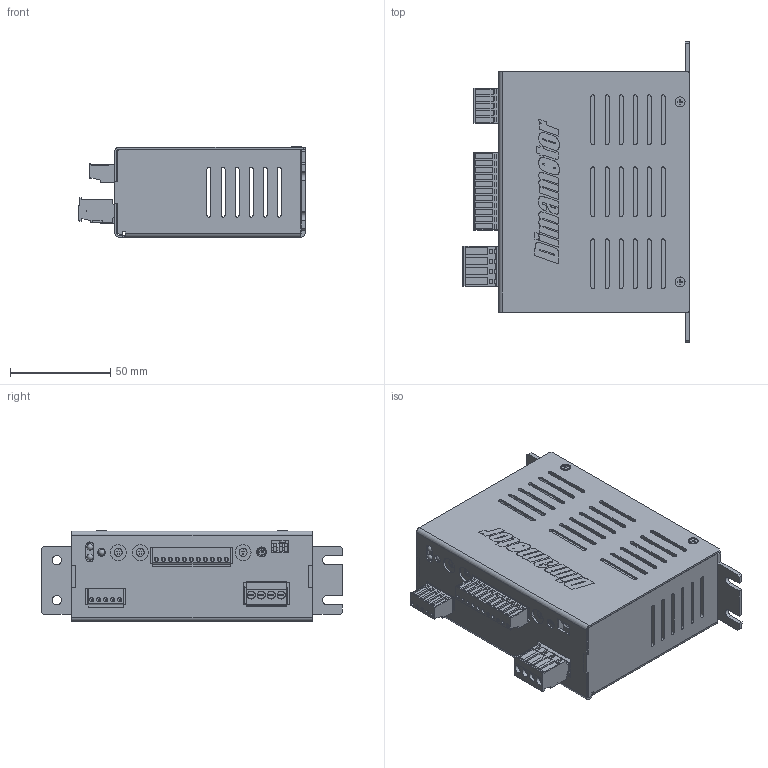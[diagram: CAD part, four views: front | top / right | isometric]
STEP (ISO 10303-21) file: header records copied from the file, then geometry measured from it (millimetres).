
FILE_DESCRIPTION((''),'2;1');
FILE_NAME('DS2XDB_3dCAD_VerA.stp','2012-10-23T09:11:45',(''),(''),'Autodesk Inventor 2009','Autodesk Inventor 2009','');
FILE_SCHEMA(('AUTOMOTIVE_DESIGN { 1 0 10303 214 1 1 1 1 }'));
Length unit declared in the file: millimetre
Products named in the file (19): DS2XDB_3dCAD_VerA (詳細等級1); MEAA-D04; MEAA-U04; PCB_C (~1); 1P-LED; 2P-LED; ME030-35011; 可變電阻; 數字開關; 指撥開關-4P; 指撥開關-3P; PCB_P (~1); ME030-35005; 5EHDRC-4PIN; EC350RL-5P; EC350RL-11P; 5ESDPL-4P; M3x10埋頭; M3x5埋頭
Assembly tree (23 placements, depth 3):
  DS2XDB_3dCAD_VerA (詳細等級1)
    MEAA-D04
    MEAA-U04
    PCB_C (~1)
      1P-LED
      2P-LED
      ME030-35011
      可變電阻
      數字開關  x3
      指撥開關-4P
      指撥開關-3P
    PCB_P (~1)
      ME030-35005
      5EHDRC-4PIN
    EC350RL-5P
    EC350RL-11P
    5ESDPL-4P
    M3x10埋頭  x3
    M3x5埋頭  x2
Bounding box: 112.98 x 150 x 45.2 mm (x, y, z)
Volume: 80929.1 mm3; surface area: 102941.3 mm2
Topology: 21 solids, 21 shells, 2128 faces, 5262 edges, 3462 vertices
Faces by surface type: plane 1765, cylinder 265, bspline 65, cone 30, sphere 3
Full cylindrical faces by diameter (mm): 0.5 x6, 0.6 x3, 0.8 x46, 1 x26, 1.251 x16, 1.5 x4, 2 x16, 3 x12, 3.39 x1, 3.4 x1, 3.8 x4, 4 x8, 5 x6, 8 x3
Entity records: 60464 total; most frequent: CARTESIAN_POINT 11728, ORIENTED_EDGE 9582, DIRECTION 9254, EDGE_CURVE 4791, VECTOR 4092, LINE 4092, VERTEX_POINT 3259, AXIS2_PLACEMENT_3D 2581
